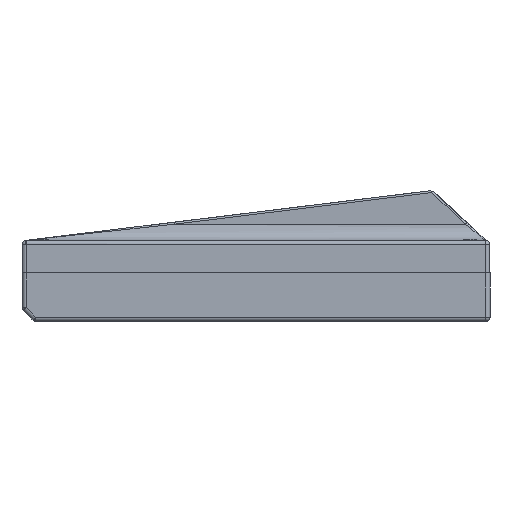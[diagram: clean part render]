
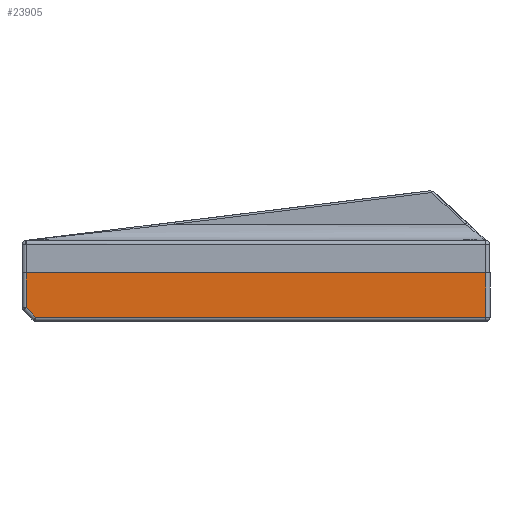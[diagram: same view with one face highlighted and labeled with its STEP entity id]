
A CAD part, left-side view. The second image highlights one B-rep face of the part: STEP entity #23905.
In plain terms, the highlighted planar face has unit normal (-1, 0, 0).
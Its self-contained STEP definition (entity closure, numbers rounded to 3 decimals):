
#1729=PLANE('',#25317);
#2525=FACE_OUTER_BOUND('',#3891,.T.);
#3891=EDGE_LOOP('',(#18576,#18577,#18578,#18579,#18580));
#6458=LINE('',#37587,#8607);
#6550=LINE('',#38568,#8699);
#6551=LINE('',#38572,#8700);
#6552=LINE('',#38574,#8701);
#6553=LINE('',#38575,#8702);
#8607=VECTOR('',#28197,10.);
#8699=VECTOR('',#28485,10.);
#8700=VECTOR('',#28490,10.);
#8701=VECTOR('',#28491,10.);
#8702=VECTOR('',#28492,10.);
#10844=VERTEX_POINT('',#37584);
#10845=VERTEX_POINT('',#37586);
#11056=VERTEX_POINT('',#38567);
#11057=VERTEX_POINT('',#38571);
#11058=VERTEX_POINT('',#38573);
#13590=EDGE_CURVE('',#10845,#10844,#6458,.T.);
#13850=EDGE_CURVE('',#10845,#11056,#6550,.T.);
#13852=EDGE_CURVE('',#11057,#10844,#6551,.T.);
#13853=EDGE_CURVE('',#11058,#11057,#6552,.T.);
#13854=EDGE_CURVE('',#11056,#11058,#6553,.T.);
#18576=ORIENTED_EDGE('',*,*,#13590,.T.);
#18577=ORIENTED_EDGE('',*,*,#13852,.F.);
#18578=ORIENTED_EDGE('',*,*,#13853,.F.);
#18579=ORIENTED_EDGE('',*,*,#13854,.F.);
#18580=ORIENTED_EDGE('',*,*,#13850,.F.);
#23905=ADVANCED_FACE('',(#2525),#1729,.T.);
#25317=AXIS2_PLACEMENT_3D('',#38570,#28488,#28489);
#28197=DIRECTION('',(0.,1.,0.));
#28485=DIRECTION('',(0.,0.,-1.));
#28488=DIRECTION('center_axis',(-1.,0.,0.));
#28489=DIRECTION('ref_axis',(0.,1.,0.));
#28490=DIRECTION('',(0.,0.,1.));
#28491=DIRECTION('',(0.,0.707,0.707));
#28492=DIRECTION('',(0.,1.,0.));
#37584=CARTESIAN_POINT('',(-148.125,89.45,-78.201));
#37586=CARTESIAN_POINT('',(-148.125,-24.3,-78.201));
#37587=CARTESIAN_POINT('',(-148.125,3.637,-78.201));
#38567=CARTESIAN_POINT('',(-148.125,-24.3,-89.175));
#38568=CARTESIAN_POINT('',(-148.125,-24.3,-83.175));
#38570=CARTESIAN_POINT('Origin',(-148.125,-25.3,-83.175));
#38571=CARTESIAN_POINT('',(-148.125,89.45,-86.761));
#38572=CARTESIAN_POINT('',(-148.125,89.45,-83.175));
#38573=CARTESIAN_POINT('',(-148.125,87.036,-89.175));
#38574=CARTESIAN_POINT('',(-148.125,61.055,-115.155));
#38575=CARTESIAN_POINT('',(-148.125,3.637,-89.175));
